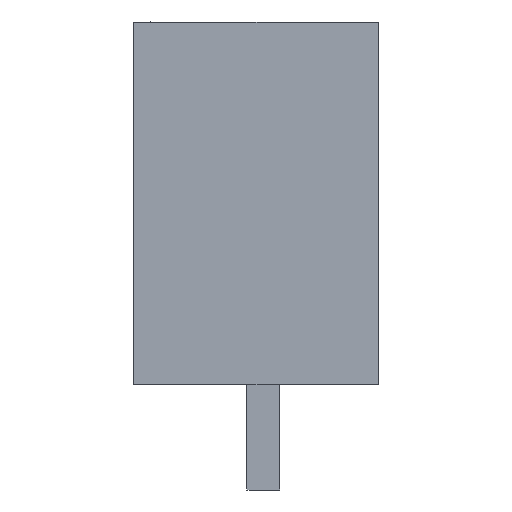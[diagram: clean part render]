
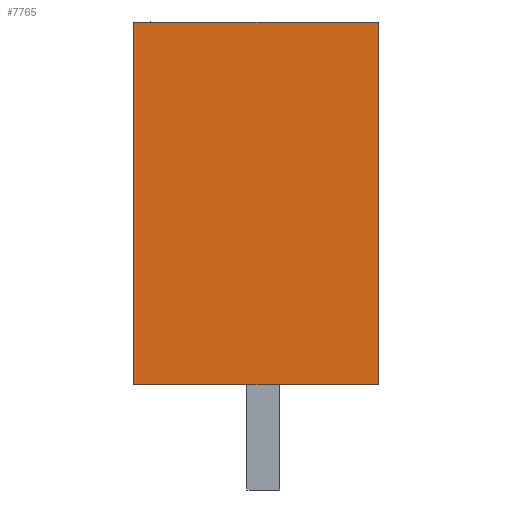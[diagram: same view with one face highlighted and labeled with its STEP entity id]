
A CAD part, left-side view. The second image highlights one B-rep face of the part: STEP entity #7765.
In plain terms, the highlighted planar face has unit normal (-1, 0, 0).
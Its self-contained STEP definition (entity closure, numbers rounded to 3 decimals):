
#7745=AXIS2_PLACEMENT_3D('Plane Axis2P3D',#7742,#7743,#7744) ;
#275=CARTESIAN_POINT('Vertex',(0.,7.45,3.2)) ;
#278=CARTESIAN_POINT('Line Origine',(0.,7.45,8.725)) ;
#282=CARTESIAN_POINT('Vertex',(0.,7.45,14.25)) ;
#7726=CARTESIAN_POINT('Vertex',(0.,0.,3.2)) ;
#7729=CARTESIAN_POINT('Line Origine',(0.,3.725,3.2)) ;
#7742=CARTESIAN_POINT('Axis2P3D Location',(0.,7.45,1.8)) ;
#7747=CARTESIAN_POINT('Line Origine',(0.,0.,8.725)) ;
#7751=CARTESIAN_POINT('Vertex',(0.,0.,14.25)) ;
#7754=CARTESIAN_POINT('Line Origine',(0.,3.725,14.25)) ;
#279=DIRECTION('Vector Direction',(0.,0.,-1.)) ;
#7730=DIRECTION('Vector Direction',(0.,-1.,0.)) ;
#7743=DIRECTION('Axis2P3D Direction',(1.,0.,-0.)) ;
#7744=DIRECTION('Axis2P3D XDirection',(0.,0.,1.)) ;
#7748=DIRECTION('Vector Direction',(0.,0.,1.)) ;
#7755=DIRECTION('Vector Direction',(0.,1.,0.)) ;
#280=VECTOR('Line Direction',#279,1.) ;
#7731=VECTOR('Line Direction',#7730,1.) ;
#7749=VECTOR('Line Direction',#7748,1.) ;
#7756=VECTOR('Line Direction',#7755,1.) ;
#7760=ORIENTED_EDGE('',*,*,#7733,.F.) ;
#7761=ORIENTED_EDGE('',*,*,#7753,.F.) ;
#7762=ORIENTED_EDGE('',*,*,#7758,.F.) ;
#7763=ORIENTED_EDGE('',*,*,#284,.F.) ;
#7765=ADVANCED_FACE('HOUSING',(#7764),#7746,.F.) ;
#284=EDGE_CURVE('',#276,#283,#281,.F.) ;
#7733=EDGE_CURVE('',#7727,#276,#7732,.F.) ;
#7753=EDGE_CURVE('',#7752,#7727,#7750,.F.) ;
#7758=EDGE_CURVE('',#283,#7752,#7757,.F.) ;
#7759=EDGE_LOOP('',(#7760,#7761,#7762,#7763)) ;
#7764=FACE_OUTER_BOUND('',#7759,.T.) ;
#281=LINE('Line',#278,#280) ;
#7732=LINE('Line',#7729,#7731) ;
#7750=LINE('Line',#7747,#7749) ;
#7757=LINE('Line',#7754,#7756) ;
#7746=PLANE('',#7745) ;
#276=VERTEX_POINT('',#275) ;
#283=VERTEX_POINT('',#282) ;
#7727=VERTEX_POINT('',#7726) ;
#7752=VERTEX_POINT('',#7751) ;
